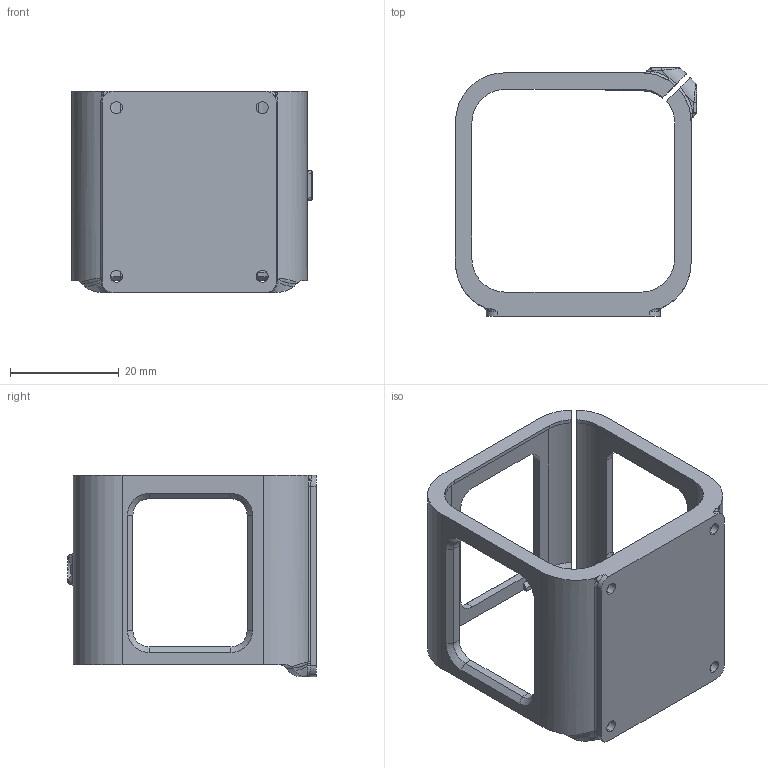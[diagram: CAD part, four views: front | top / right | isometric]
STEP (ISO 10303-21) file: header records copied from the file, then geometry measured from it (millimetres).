
FILE_DESCRIPTION (( 'STEP AP214' ), '1' );
FILE_NAME ('GoPSt-009.STEP', '2016-09-13T16:32:39', ( '' ), ( '' ), 'SwSTEP 2.0', 'SolidWorks 2015', '' );
FILE_SCHEMA (( 'AUTOMOTIVE_DESIGN' ));
Length unit declared in the file: millimetre
Products named in the file (1): GoPSt-009
Bounding box: 44.33 x 45.73 x 37 mm (x, y, z)
Volume: 10722.7 mm3; surface area: 9258.6 mm2
Topology: 1 solids, 1 shells, 212 faces, 553 edges, 338 vertices
Faces by surface type: cylinder 78, plane 68, bspline 36, cone 20, torus 6, sphere 4
Entity records: 7712 total; most frequent: CARTESIAN_POINT 2728, ORIENTED_EDGE 1098, DIRECTION 967, EDGE_CURVE 549, AXIS2_PLACEMENT_3D 358, VERTEX_POINT 338, VECTOR 251, LINE 251
